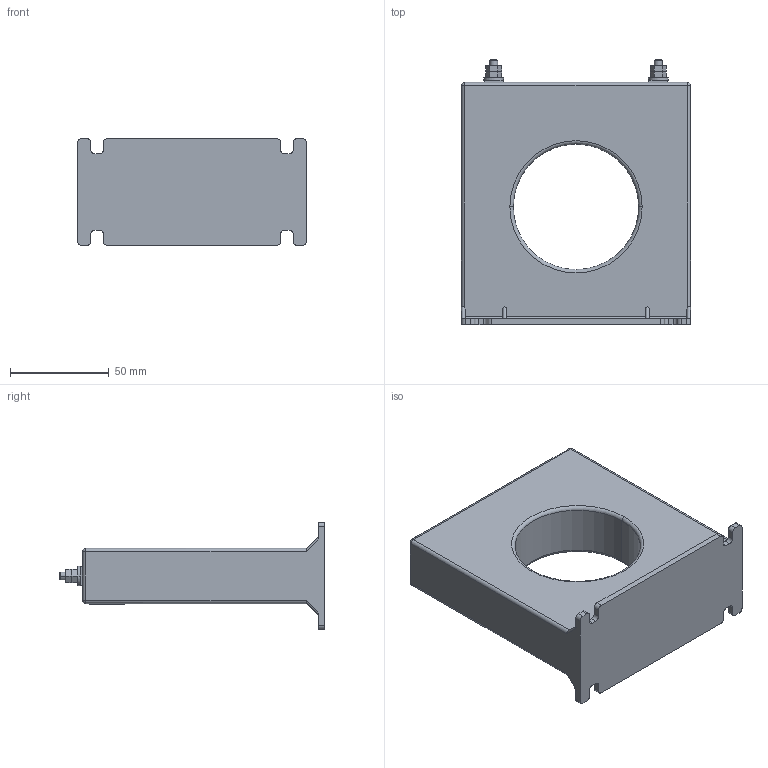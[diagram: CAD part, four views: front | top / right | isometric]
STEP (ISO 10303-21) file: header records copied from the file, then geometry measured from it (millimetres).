
FILE_DESCRIPTION((''),'2;1');
FILE_NAME('40751-622-01_ASM','2014-07-18T',('GLLehman'),('Rockwell Automation'),'PRO/ENGINEER BY PARAMETRIC TECHNOLOGY CORPORATION, 2012480','PRO/ENGINEER BY PARAMETRIC TECHNOLOGY CORPORATION, 2012480','');
FILE_SCHEMA(('CONFIG_CONTROL_DESIGN'));
Length unit declared in the file: millimetre
Products named in the file (5): 40751-622-01; MPW0601-LIB; MHN106; 40751-622-NMPLT; 40751-622-01_ASM
Assembly tree (8 placements, depth 2):
  40751-622-01_ASM
    40751-622-01
    MPW0601-LIB  x2
    MHN106  x4
    40751-622-NMPLT
Bounding box: 115.9 x 134.5 x 54.1 mm (x, y, z)
Volume: 318932 mm3; surface area: 49855.3 mm2
Topology: 8 solids, 8 shells, 284 faces, 690 edges, 432 vertices
Faces by surface type: plane 136, cylinder 72, cone 68, torus 4, sphere 4
Entity records: 6375 total; most frequent: CARTESIAN_POINT 1343, DIRECTION 1024, ORIENTED_EDGE 1020, EDGE_CURVE 510, AXIS2_PLACEMENT_3D 345, VECTOR 334, LINE 334, VERTEX_POINT 328
